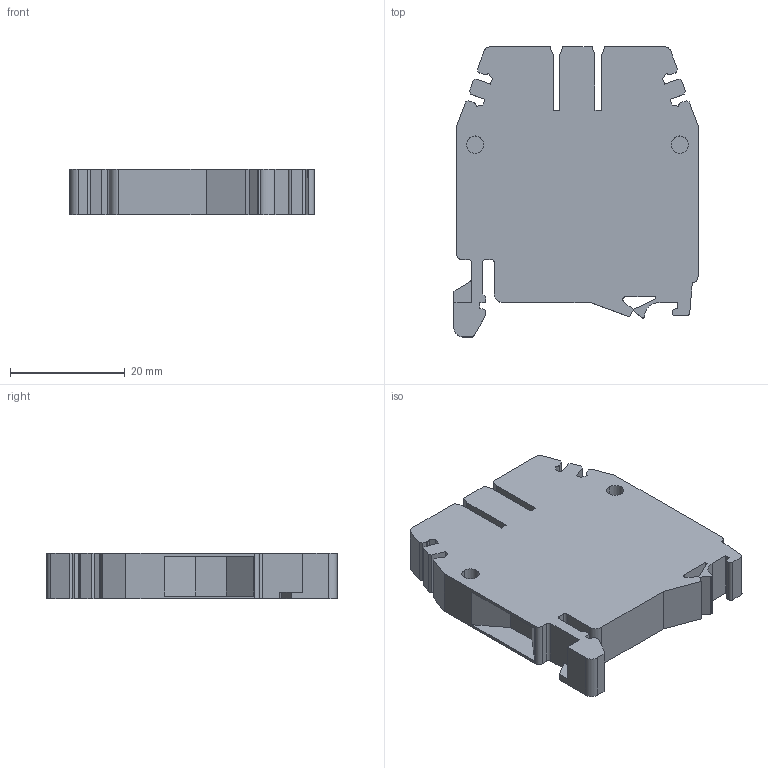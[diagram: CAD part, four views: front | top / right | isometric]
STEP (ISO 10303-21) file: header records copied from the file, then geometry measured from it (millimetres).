
FILE_DESCRIPTION((''),'2;1');
FILE_NAME('003903002_ESC-CBC_6_ASM','2022-07-14T07:38:39',('klemen.sitar'),('Audax d.o.o.'),'CREO PARAMETRIC BY PTC INC, 2021304','CREO PARAMETRIC BY PTC INC, 2021304','');
FILE_SCHEMA(('AP242_MANAGED_MODEL_BASED_3D_ENGINEERING_MIM_LF { 1 0 10303 442 1 1 4 }'));
Length unit declared in the file: millimetre
Products named in the file (3): CBC_6-39360_1; 54_SCREW; 003903002_ESC-CBC_6_ASM
Assembly tree (3 placements, depth 2):
  003903002_ESC-CBC_6_ASM
    CBC_6-39360_1
    54_SCREW  x2
Bounding box: 42.5 x 50.5 x 8 mm (x, y, z)
Volume: 13103.7 mm3; surface area: 6843.8 mm2
Topology: 3 solids, 3 shells, 240 faces, 666 edges, 436 vertices
Faces by surface type: plane 153, cylinder 59, cone 16, bspline 8, sphere 4
Entity records: 9377 total; most frequent: CARTESIAN_POINT 1376, ORIENTED_EDGE 1018, DIRECTION 949, PRESENTATION_STYLE_ASSIGNMENT 698, STYLED_ITEM 698, CURVE_STYLE 513, EDGE_CURVE 509, VECTOR 339
